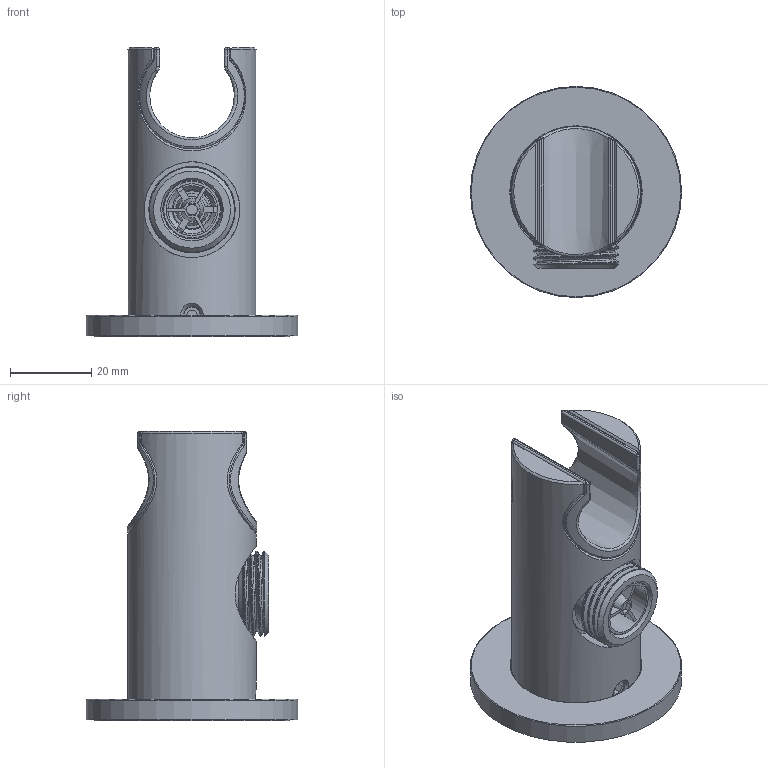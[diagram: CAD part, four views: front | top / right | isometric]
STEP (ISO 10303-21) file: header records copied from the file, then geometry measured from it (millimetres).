
FILE_DESCRIPTION(/* description */ ('Unknown'),/* implementation_level */ '2;1');
FILE_NAME(/* name */ 'AR515-00 r1',/* time_stamp */ '2025-01-14T17:28:08+01:00',/* author */ ('Unknown'),/* organization */ ('Unknown'),/* preprocessor_version */ 'ST-DEVELOPER v19.4',/* originating_system */ 'Solid Edge',/* authorisation */ 'Unknown');
FILE_SCHEMA (('AUTOMOTIVE_DESIGN {1 0 10303 214 3 1 1}'));
Length unit declared in the file: millimetre
Products named in the file (13): AR515-00 r1; AR517-05; AR517-08; AR517-06; AR517-07; AR517-001; ZNVA005_SOLID_2_2; ZNVA005_SOLID_1_2; AR517-04; B077-02; AR515-01 r1; AR517-02; AR306-15
Assembly tree (12 placements, depth 3):
  AR515-00 r1
    AR517-05
    AR517-08
    AR517-06
    AR517-07
    AR517-001
      ZNVA005_SOLID_2_2
      ZNVA005_SOLID_1_2
    AR517-04
    B077-02
    AR515-01 r1
    AR517-02
    AR306-15
Bounding box: 52 x 52 x 71.3 mm (x, y, z)
Volume: 40631.4 mm3; surface area: 27925.3 mm2
Topology: 11 solids, 12 shells, 268 faces, 635 edges, 390 vertices
Faces by surface type: plane 106, cylinder 69, cone 33, bspline 29, torus 23, sphere 8
Full cylindrical faces by diameter (mm): 2.365 x1, 2.649 x1, 4.134 x1, 4.541 x1, 5 x1, 5.676 x1, 7 x1, 7.7 x1, 8 x1, 8.703 x2, 9.27 x1, 10 x1, 11.351 x1, 12.77 x1, 13.905 x1, 14 x2, 14.4 x1, 17.4 x1, 18.5 x1, 18.917 x1, 19 x2, 20 x1, 20.3 x1, 20.8 x2, 23.6 x1, 30 x1, 31.7 x1, 32.2 x2, 35.2 x1, 39 x1
Entity records: 14610 total; most frequent: CARTESIAN_POINT 7620, DIRECTION 1094, ORIENTED_EDGE 990, EDGE_CURVE 495, AXIS2_PLACEMENT_3D 464, FACE_BOUND 391, EDGE_LOOP 386, VERTEX_POINT 350
